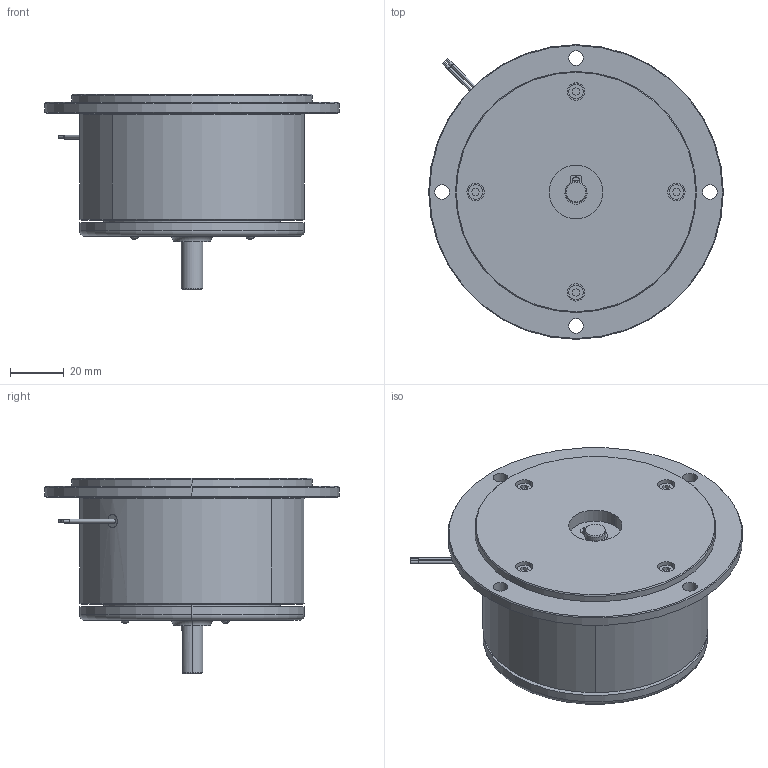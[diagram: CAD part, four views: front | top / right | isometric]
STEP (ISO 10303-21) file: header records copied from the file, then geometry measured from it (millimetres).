
FILE_DESCRIPTION (( 'STEP AP203' ), '1' );
FILE_NAME ('HB5.STEP', '2018-11-09T00:31:47', ( 'test' ), ( 'Microsoft' ), 'SwSTEP 2.0', 'SolidWorks 2018', '' );
FILE_SCHEMA (( 'CONFIG_CONTROL_DESIGN' ));
Length unit declared in the file: millimetre
Products named in the file (1): HB5
Bounding box: 110 x 110 x 73 mm (x, y, z)
Volume: 303400.7 mm3; surface area: 46829.9 mm2
Topology: 1 solids, 1 shells, 218 faces, 534 edges, 348 vertices
Faces by surface type: cylinder 118, plane 73, cone 17, sphere 6, torus 4
Entity records: 6684 total; most frequent: DIRECTION 1253, CARTESIAN_POINT 1169, ORIENTED_EDGE 1068, EDGE_CURVE 534, AXIS2_PLACEMENT_3D 504, VERTEX_POINT 348, CIRCLE 285, EDGE_LOOP 256
